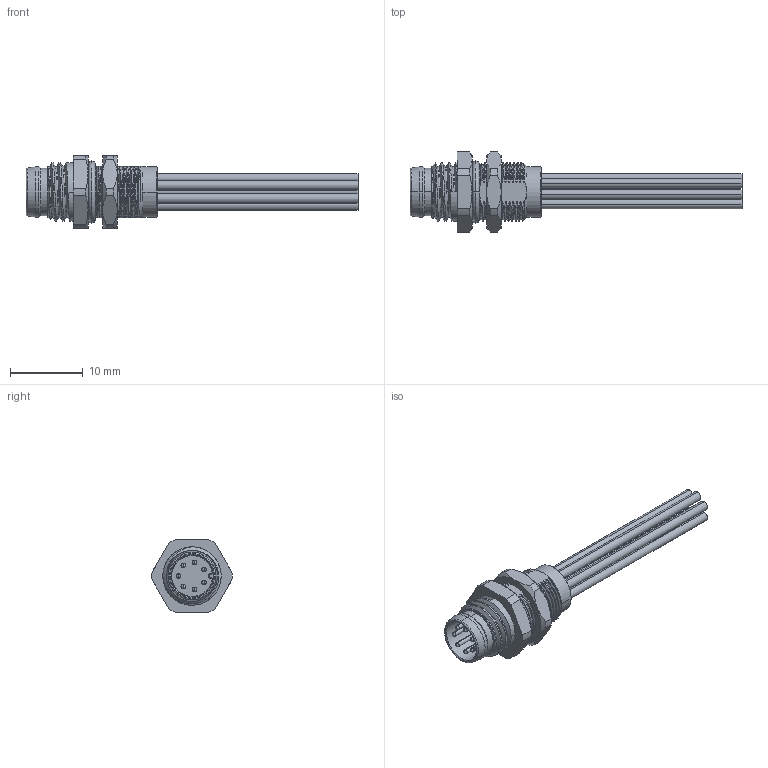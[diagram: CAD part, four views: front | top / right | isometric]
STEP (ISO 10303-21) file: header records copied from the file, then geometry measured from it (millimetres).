
FILE_DESCRIPTION((''),'2;1');
FILE_NAME('HOUSING-8P-MALE-AOCAO8_7','2025-09-28T',('gongcheng16'),(''),'PRO/ENGINEER BY PARAMETRIC TECHNOLOGY CORPORATION, 2010280','PRO/ENGINEER BY PARAMETRIC TECHNOLOGY CORPORATION, 2010280','');
FILE_SCHEMA(('CONFIG_CONTROL_DESIGN'));
Length unit declared in the file: millimetre
Products named in the file (1): HOUSING-8P-MALE-AOCAO8_7
Bounding box: 45.5 x 10.99 x 10 mm (x, y, z)
Volume: 301 mm3; surface area: 3337.6 mm2
Topology: 1 solids, 19 shells, 620 faces, 1460 edges, 890 vertices
Faces by surface type: cylinder 246, plane 133, cone 125, bspline 90, sphere 14, torus 12
Entity records: 32487 total; most frequent: CARTESIAN_POINT 18834, ORIENTED_EDGE 2864, DIRECTION 2707, EDGE_CURVE 1432, AXIS2_PLACEMENT_3D 1076, VERTEX_POINT 890, EDGE_LOOP 694, FACE_OUTER_BOUND 620
